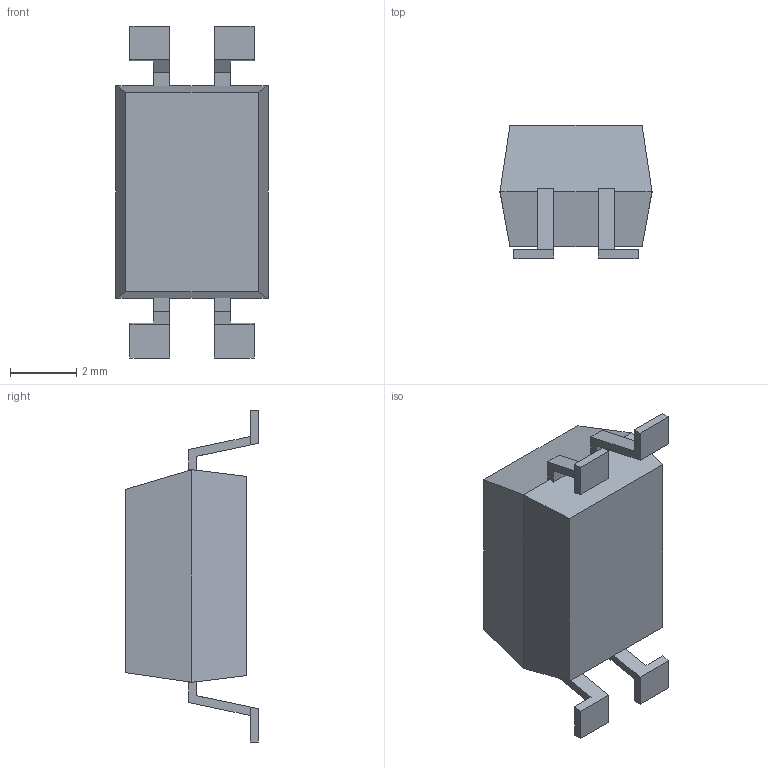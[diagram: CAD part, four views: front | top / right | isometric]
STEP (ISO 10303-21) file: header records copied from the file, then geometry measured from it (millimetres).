
FILE_DESCRIPTION(/* description */ (''),/* implementation_level */ '2;1');
FILE_NAME(/* name */ 'G3VM_401DY v1.step',/* time_stamp */ '2023-07-31T23:11:56-04:00',/* author */ (''),/* organization */ (''),/* preprocessor_version */ 'ST-DEVELOPER v19.2',/* originating_system */ 'Autodesk Translation Framework v12.6.0.85',/* authorisation */ '');
FILE_SCHEMA (('AUTOMOTIVE_DESIGN { 1 0 10303 214 3 1 1 }'));
Length unit declared in the file: millimetre
Products named in the file (1): G3VM_401DY
Bounding box: 4.58 x 4 x 10 mm (x, y, z)
Volume: 97.2 mm3; surface area: 150.9 mm2
Topology: 5 solids, 5 shells, 68 faces, 167 edges, 110 vertices
Faces by surface type: plane 67, cylinder 1
Full cylindrical faces by diameter (mm): 0.8 x1
Entity records: 2004 total; most frequent: CARTESIAN_POINT 346, ORIENTED_EDGE 334, DIRECTION 307, EDGE_CURVE 167, LINE 165, VECTOR 165, VERTEX_POINT 110, AXIS2_PLACEMENT_3D 71
